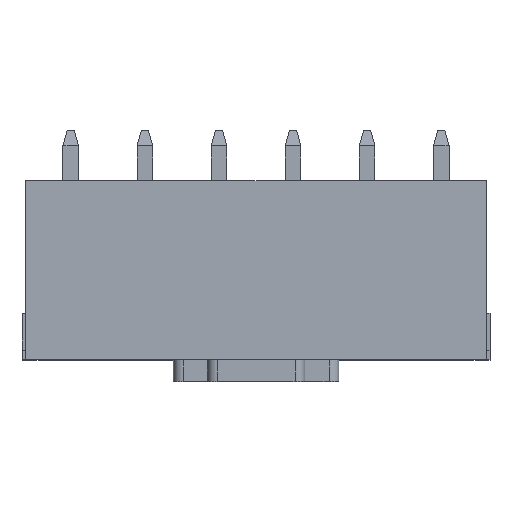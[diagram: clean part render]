
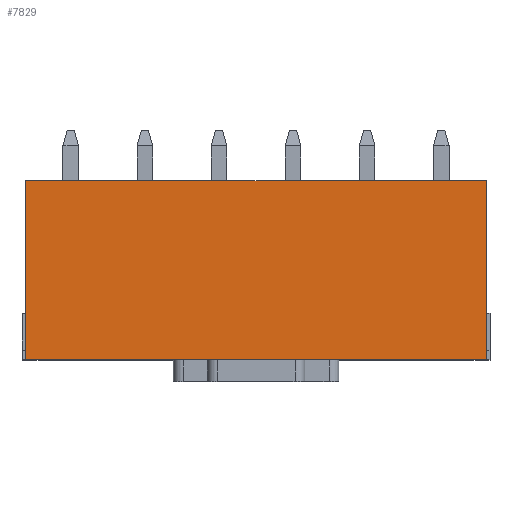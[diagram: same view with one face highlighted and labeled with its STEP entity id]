
A CAD part, top view. The second image highlights one B-rep face of the part: STEP entity #7829.
In plain terms, the highlighted planar face has unit normal (0, 0, 1).
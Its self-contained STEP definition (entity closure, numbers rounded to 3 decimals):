
#1784=ORIENTED_EDGE('',*,*,#3281,.T.);
#1785=ORIENTED_EDGE('',*,*,#3280,.F.);
#1786=ORIENTED_EDGE('',*,*,#3268,.F.);
#1787=ORIENTED_EDGE('',*,*,#2441,.T.);
#2441=EDGE_CURVE('',#3549,#3548,#4291,.T.);
#3268=EDGE_CURVE('',#3549,#4109,#5045,.T.);
#3280=EDGE_CURVE('',#4109,#4117,#5055,.T.);
#3281=EDGE_CURVE('',#3548,#4117,#5056,.T.);
#3548=VERTEX_POINT('',#10545);
#3549=VERTEX_POINT('',#10547);
#4109=VERTEX_POINT('',#12206);
#4117=VERTEX_POINT('',#12226);
#4291=LINE('',#10546,#5315);
#5045=LINE('',#12205,#6069);
#5055=LINE('',#12228,#6079);
#5056=LINE('',#12230,#6080);
#5315=VECTOR('',#8521,1000.);
#6069=VECTOR('',#9965,1000.);
#6079=VECTOR('',#9983,1000.);
#6080=VECTOR('',#9986,1000.);
#6624=EDGE_LOOP('',(#1784,#1785,#1786,#1787));
#7064=FACE_BOUND('',#6624,.T.);
#7444=PLANE('',#8336);
#7829=ADVANCED_FACE('',(#7064),#7444,.F.);
#8336=AXIS2_PLACEMENT_3D('',#12229,#9984,#9985);
#8521=DIRECTION('',(0.,-1.,0.));
#9965=DIRECTION('',(1.,0.,0.));
#9983=DIRECTION('',(0.,-1.,0.));
#9984=DIRECTION('',(0.,0.,-1.));
#9985=DIRECTION('',(-1.,0.,0.));
#9986=DIRECTION('',(1.,0.,0.));
#10545=CARTESIAN_POINT('',(-11.825,0.,3.5));
#10546=CARTESIAN_POINT('',(-11.825,9.2,3.5));
#10547=CARTESIAN_POINT('',(-11.825,9.2,3.5));
#12205=CARTESIAN_POINT('',(-11.825,9.2,3.5));
#12206=CARTESIAN_POINT('',(11.825,9.2,3.5));
#12226=CARTESIAN_POINT('',(11.825,0.,3.5));
#12228=CARTESIAN_POINT('',(11.825,9.2,3.5));
#12229=CARTESIAN_POINT('',(-11.825,9.2,3.5));
#12230=CARTESIAN_POINT('',(-11.825,0.,3.5));
